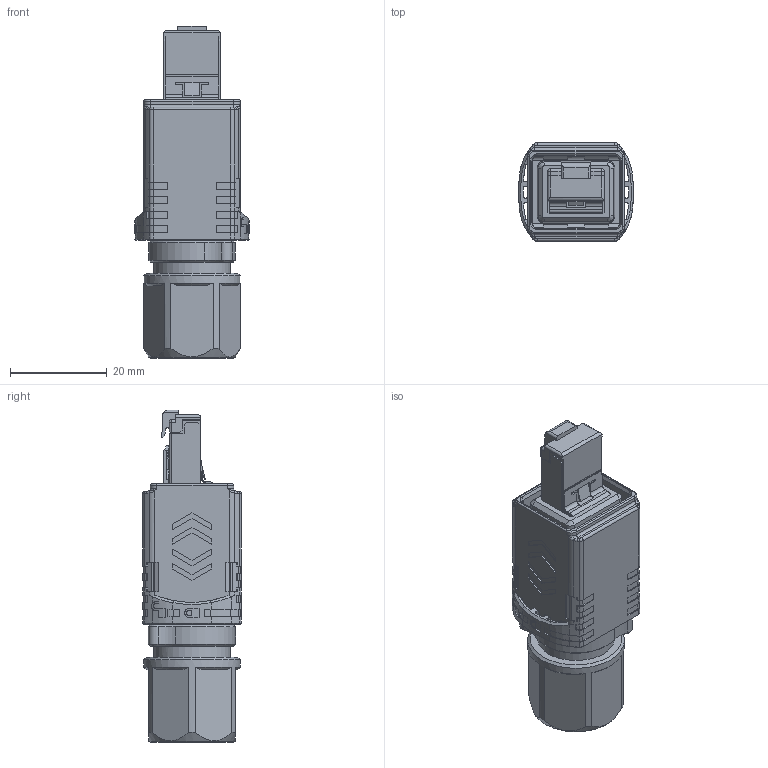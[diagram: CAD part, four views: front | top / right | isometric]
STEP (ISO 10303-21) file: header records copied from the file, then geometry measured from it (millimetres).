
FILE_DESCRIPTION(/* description */ (''),/* implementation_level */ '2;1');
FILE_NAME(/* name */ '100712570ugm000_b.stp',/* time_stamp */ '2018-06-28T11:00:28+02:00',/* author */ (''),/* organization */ (''),/* preprocessor_version */ 'ST-DEVELOPER v16.7',/* originating_system */ 'SIEMENS PLM Software NX 12.0',/* authorisation */ '');
FILE_SCHEMA (('AUTOMOTIVE_DESIGN { 1 0 10303 214 3 1 1 1 }'));
Length unit declared in the file: millimetre
Products named in the file (1): 100712570ugm000_b
Bounding box: 23.8 x 20.4 x 68.71 mm (x, y, z)
Volume: 17751.3 mm3; surface area: 11064.6 mm2
Topology: 1 solids, 1 shells, 847 faces, 2324 edges, 1483 vertices
Faces by surface type: plane 454, cylinder 271, cone 80, bspline 18, torus 17, sphere 7
Full cylindrical faces by diameter (mm): 1.2 x2, 10 x1, 15.88 x1, 20 x1
Entity records: 28043 total; most frequent: CARTESIAN_POINT 6302, ORIENTED_EDGE 4604, DIRECTION 4527, EDGE_CURVE 2302, AXIS2_PLACEMENT_3D 1530, VERTEX_POINT 1477, LINE 1467, VECTOR 1467
